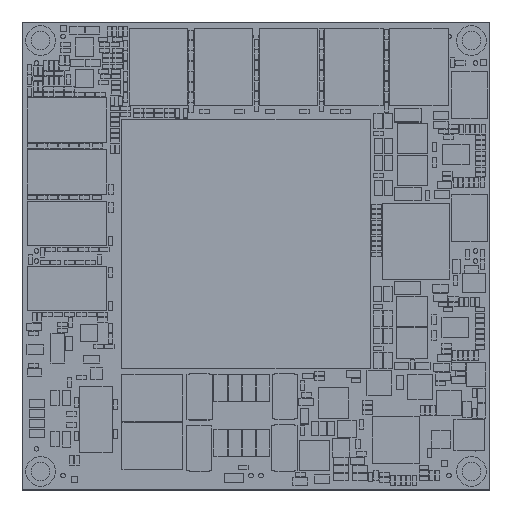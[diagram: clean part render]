
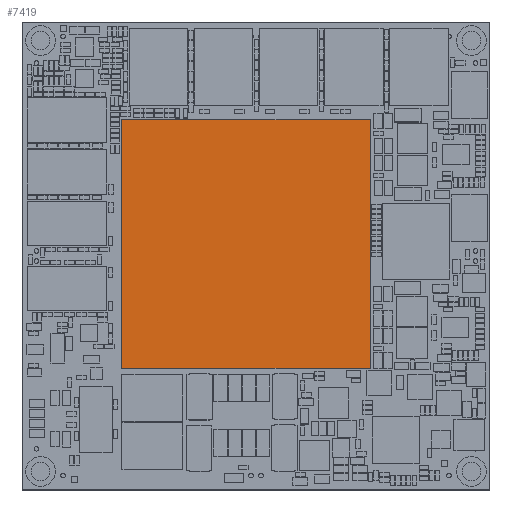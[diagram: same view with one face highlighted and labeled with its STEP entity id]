
A CAD part, top view. The second image highlights one B-rep face of the part: STEP entity #7419.
In plain terms, the highlighted planar face has unit normal (0, 0, 1).
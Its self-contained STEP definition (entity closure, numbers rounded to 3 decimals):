
#4627=FACE_OUTER_BOUND($,#4941,.F.);
#4941=EDGE_LOOP($,(#7929,#7930,#7931,#7932));
#5309=AXIS2_PLACEMENT_3D($,#14882,#12264,$);
#7147=PLANE($,#5309);
#7419=ADVANCED_FACE($,(#4627),#7147,.T.);
#7929=ORIENTED_EDGE($,*,*,#9019,.T.);
#7930=ORIENTED_EDGE($,*,*,#9020,.T.);
#7931=ORIENTED_EDGE($,*,*,#9021,.T.);
#7932=ORIENTED_EDGE($,*,*,#9022,.T.);
#9019=EDGE_CURVE($,#10811,#10812,#10179,.T.);
#9020=EDGE_CURVE($,#10812,#10813,#10180,.T.);
#9021=EDGE_CURVE($,#10813,#10814,#10181,.T.);
#9022=EDGE_CURVE($,#10814,#10811,#10182,.T.);
#9601=VECTOR($,#12371,42.5);
#9602=VECTOR($,#12372,42.5);
#9603=VECTOR($,#12373,42.5);
#9604=VECTOR($,#12374,42.5);
#10179=LINE($,#14881,#9601);
#10180=LINE($,#14882,#9602);
#10181=LINE($,#14883,#9603);
#10182=LINE($,#14884,#9604);
#10811=VERTEX_POINT($,#14881);
#10812=VERTEX_POINT($,#14882);
#10813=VERTEX_POINT($,#14883);
#10814=VERTEX_POINT($,#14884);
#12264=DIRECTION($,(0.,0.,1.));
#12371=DIRECTION($,(1.,0.,0.));
#12372=DIRECTION($,(0.,-1.,0.));
#12373=DIRECTION($,(-1.,0.,0.));
#12374=DIRECTION($,(0.,1.,0.));
#14881=CARTESIAN_POINT('',(-21.25,21.25,3.71));
#14882=CARTESIAN_POINT('',(21.25,21.25,3.71));
#14883=CARTESIAN_POINT('',(21.25,-21.25,3.71));
#14884=CARTESIAN_POINT('',(-21.25,-21.25,3.71));
